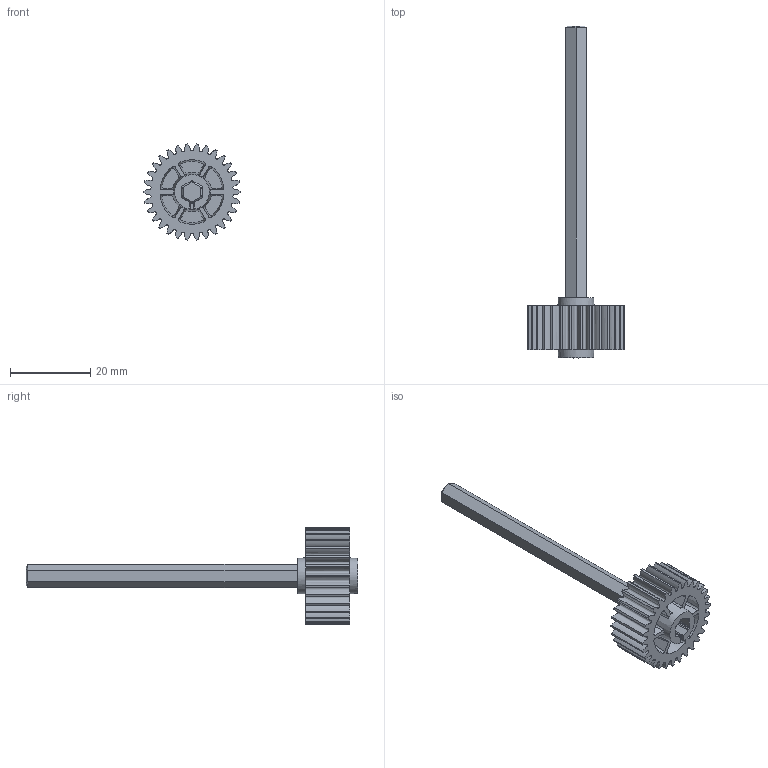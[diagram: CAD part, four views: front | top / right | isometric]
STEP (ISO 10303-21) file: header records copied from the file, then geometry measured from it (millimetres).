
FILE_DESCRIPTION(/* description */ ('STEP AP242','CAx-IF Rec.Pracs.---Representation and Presentation of Product Manufacturing Information (PMI)---4.0---2014-10-13','CAx-IF Rec.Pracs.---3D Tessellated Geometry---0.4---2014-09-14','2;1'),/* implementation_level */ '2;1');
FILE_NAME(/* name */ '668c85f81ccbe10d719d7e64',/* time_stamp */ '2024-07-09T00:36:08Z',/* author */ (''),/* organization */ (''),/* preprocessor_version */ 'ST-DEVELOPER v20',/* originating_system */ ' ',/* authorisation */ ' ');
FILE_SCHEMA (('AP242_MANAGED_MODEL_BASED_3D_ENGINEERING_MIM_LF { 1 0 10303 442 1 1 4 }'));
Length unit declared in the file: metre
Products named in the file (2): REV-41-1347_Default; REV-41-1332_Default
Bounding box: 24 x 82.5 x 23.92 mm (x, y, z)
Volume: 4970.2 mm3; surface area: 4753 mm2
Topology: 2 solids, 2 shells, 222 faces, 640 edges, 422 vertices
Faces by surface type: plane 84, bspline 75, cylinder 49, cone 14
Entity records: 14407 total; most frequent: CARTESIAN_POINT 9044, ORIENTED_EDGE 1272, DIRECTION 887, EDGE_CURVE 636, VERTEX_POINT 420, AXIS2_PLACEMENT_3D 323, LINE 241, VECTOR 241
